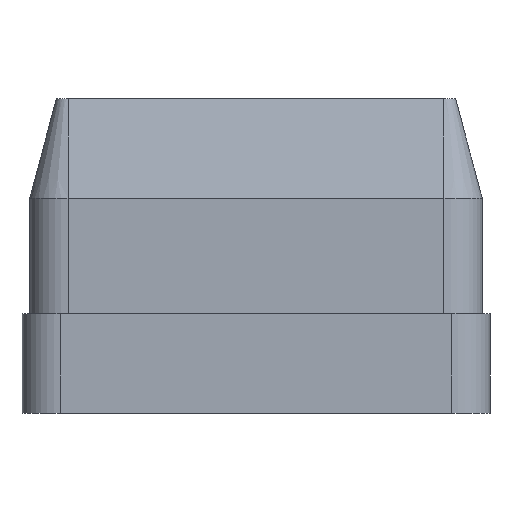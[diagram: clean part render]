
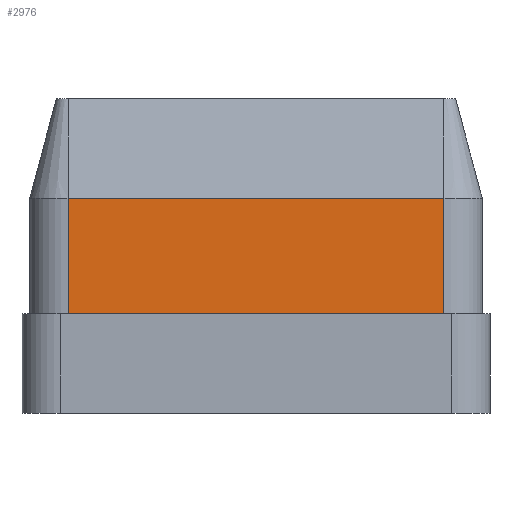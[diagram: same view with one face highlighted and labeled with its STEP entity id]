
A CAD part, front view. The second image highlights one B-rep face of the part: STEP entity #2976.
In plain terms, the highlighted planar face has unit normal (0, -1, 0).
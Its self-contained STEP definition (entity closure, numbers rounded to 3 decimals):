
#49 = EDGE_CURVE ( 'NONE', #1770, #2439, #2752, .T. ) ;
#100 = VECTOR ( 'NONE', #1455, 1000. ) ;
#101 = ORIENTED_EDGE ( 'NONE', *, *, #3543, .T. ) ;
#110 = EDGE_CURVE ( 'NONE', #3032, #2439, #1745, .T. ) ;
#203 = VECTOR ( 'NONE', #1095, 1000. ) ;
#355 = DIRECTION ( 'NONE',  ( 1., 0., 0. ) ) ;
#431 = CARTESIAN_POINT ( 'NONE',  ( -24.5, -50., 28. ) ) ;
#434 = EDGE_LOOP ( 'NONE', ( #3729, #1098, #2154, #101 ) ) ;
#470 = PLANE ( 'NONE',  #827 ) ;
#681 = CARTESIAN_POINT ( 'NONE',  ( -29.5, -50., 28. ) ) ;
#827 = AXIS2_PLACEMENT_3D ( 'NONE', #2955, #1737, #3875 ) ;
#1086 = DIRECTION ( 'NONE',  ( 0., 0., -1. ) ) ;
#1095 = DIRECTION ( 'NONE',  ( 1., 0., 0. ) ) ;
#1098 = ORIENTED_EDGE ( 'NONE', *, *, #110, .T. ) ;
#1274 = VECTOR ( 'NONE', #1086, 1000. ) ;
#1455 = DIRECTION ( 'NONE',  ( 0., 0., 1. ) ) ;
#1737 = DIRECTION ( 'NONE',  ( 0., 1., 0. ) ) ;
#1745 = LINE ( 'NONE', #2380, #100 ) ;
#1770 = VERTEX_POINT ( 'NONE', #3588 ) ;
#1849 = VECTOR ( 'NONE', #355, 1000. ) ;
#1895 = EDGE_CURVE ( 'NONE', #3344, #3032, #2664, .T. ) ;
#2054 = CARTESIAN_POINT ( 'NONE',  ( 24.5, -50., 28. ) ) ;
#2154 = ORIENTED_EDGE ( 'NONE', *, *, #49, .F. ) ;
#2184 = LINE ( 'NONE', #431, #1274 ) ;
#2380 = CARTESIAN_POINT ( 'NONE',  ( 24.5, -50., 28. ) ) ;
#2439 = VERTEX_POINT ( 'NONE', #2054 ) ;
#2664 = LINE ( 'NONE', #3240, #203 ) ;
#2673 = CARTESIAN_POINT ( 'NONE',  ( 24.5, -50., 13. ) ) ;
#2752 = LINE ( 'NONE', #681, #1849 ) ;
#2955 = CARTESIAN_POINT ( 'NONE',  ( -29.5, -50., 28. ) ) ;
#2976 = ADVANCED_FACE ( 'NONE', ( #3858 ), #470, .F. ) ;
#3032 = VERTEX_POINT ( 'NONE', #2673 ) ;
#3240 = CARTESIAN_POINT ( 'NONE',  ( -29.5, -50., 13. ) ) ;
#3344 = VERTEX_POINT ( 'NONE', #3391 ) ;
#3391 = CARTESIAN_POINT ( 'NONE',  ( -24.5, -50., 13. ) ) ;
#3543 = EDGE_CURVE ( 'NONE', #1770, #3344, #2184, .T. ) ;
#3588 = CARTESIAN_POINT ( 'NONE',  ( -24.5, -50., 28. ) ) ;
#3729 = ORIENTED_EDGE ( 'NONE', *, *, #1895, .T. ) ;
#3858 = FACE_OUTER_BOUND ( 'NONE', #434, .T. ) ;
#3875 = DIRECTION ( 'NONE',  ( 0., 0., 1. ) ) ;
